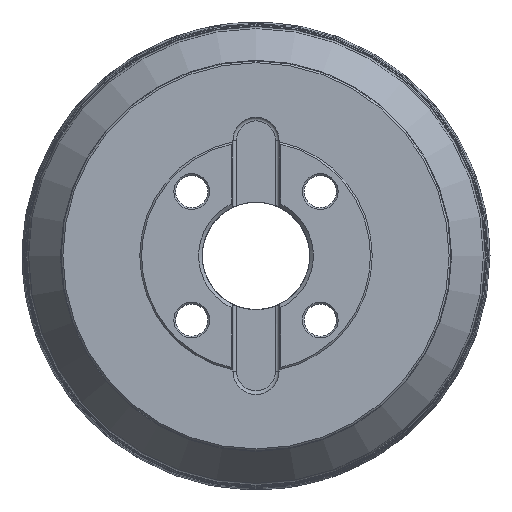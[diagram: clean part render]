
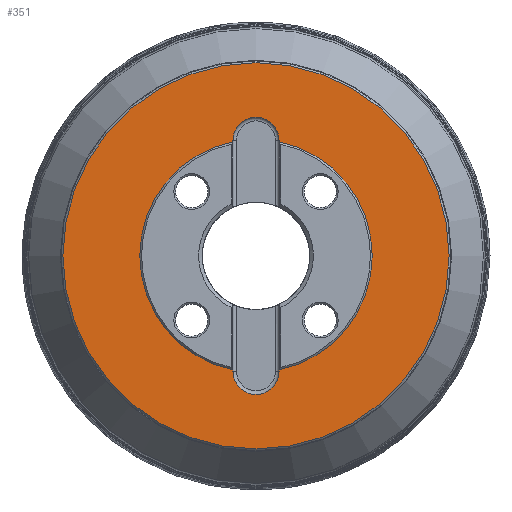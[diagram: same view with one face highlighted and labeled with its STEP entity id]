
A CAD part, top view. The second image highlights one B-rep face of the part: STEP entity #351.
In plain terms, the highlighted planar face has unit normal (0, 0, 1).
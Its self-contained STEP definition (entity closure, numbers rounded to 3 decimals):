
#43=LINE('',#4305,#75);
#44=LINE('',#4307,#76);
#45=LINE('',#4311,#77);
#46=LINE('',#4312,#78);
#75=VECTOR('',#2940,1.);
#76=VECTOR('',#2941,1.);
#77=VECTOR('',#2944,1.);
#78=VECTOR('',#2945,1.);
#150=PLANE('',#2472);
#351=ADVANCED_FACE('',(#1030,#1031),#150,.T.);
#772=CIRCLE('',#2464,65.);
#774=CIRCLE('',#2467,65.);
#775=CIRCLE('',#2469,108.);
#776=CIRCLE('',#2470,12.903);
#777=CIRCLE('',#2471,12.903);
#1030=FACE_BOUND('',#1332,.T.);
#1031=FACE_BOUND('',#1333,.T.);
#1332=EDGE_LOOP('',(#1684));
#1333=EDGE_LOOP('',(#1685,#1686,#1687,#1688,#1689,#1690,#1691,#1692));
#1684=ORIENTED_EDGE('',*,*,#2237,.T.);
#1685=ORIENTED_EDGE('',*,*,#2238,.T.);
#1686=ORIENTED_EDGE('',*,*,#2236,.F.);
#1687=ORIENTED_EDGE('',*,*,#2239,.T.);
#1688=ORIENTED_EDGE('',*,*,#2240,.T.);
#1689=ORIENTED_EDGE('',*,*,#2241,.F.);
#1690=ORIENTED_EDGE('',*,*,#2234,.F.);
#1691=ORIENTED_EDGE('',*,*,#2242,.F.);
#1692=ORIENTED_EDGE('',*,*,#2243,.F.);
#2015=VERTEX_POINT('',#4246);
#2016=VERTEX_POINT('',#4251);
#2019=VERTEX_POINT('',#4264);
#2020=VERTEX_POINT('',#4269);
#2030=VERTEX_POINT('',#4304);
#2031=VERTEX_POINT('',#4306);
#2032=VERTEX_POINT('',#4308);
#2033=VERTEX_POINT('',#4310);
#2034=VERTEX_POINT('',#4313);
#2234=EDGE_CURVE('',#2016,#2019,#772,.T.);
#2236=EDGE_CURVE('',#2020,#2015,#774,.T.);
#2237=EDGE_CURVE('',#2030,#2030,#775,.T.);
#2238=EDGE_CURVE('',#2031,#2015,#43,.T.);
#2239=EDGE_CURVE('',#2020,#2032,#44,.T.);
#2240=EDGE_CURVE('',#2032,#2033,#776,.T.);
#2241=EDGE_CURVE('',#2019,#2033,#45,.T.);
#2242=EDGE_CURVE('',#2034,#2016,#46,.T.);
#2243=EDGE_CURVE('',#2031,#2034,#777,.T.);
#2464=AXIS2_PLACEMENT_3D('',#4298,#2928,#2929);
#2467=AXIS2_PLACEMENT_3D('',#4301,#2934,#2935);
#2469=AXIS2_PLACEMENT_3D('',#4303,#2938,#2939);
#2470=AXIS2_PLACEMENT_3D('',#4309,#2942,#2943);
#2471=AXIS2_PLACEMENT_3D('',#4314,#2946,#2947);
#2472=AXIS2_PLACEMENT_3D('',#4315,#2948,#2949);
#2928=DIRECTION('',(0.,0.,1.));
#2929=DIRECTION('',(-1.,0.,0.));
#2934=DIRECTION('',(0.,0.,1.));
#2935=DIRECTION('',(-1.,0.,0.));
#2938=DIRECTION('',(0.,0.,1.));
#2939=DIRECTION('',(1.,0.,0.));
#2940=DIRECTION('',(0.,-1.,0.));
#2941=DIRECTION('',(0.,-1.,0.));
#2942=DIRECTION('',(0.,0.,-1.));
#2943=DIRECTION('',(1.,0.,0.));
#2944=DIRECTION('',(0.,-1.,0.));
#2945=DIRECTION('',(0.,-1.,0.));
#2946=DIRECTION('',(0.,0.,1.));
#2947=DIRECTION('',(1.,0.,0.));
#2948=DIRECTION('',(0.,0.,1.));
#2949=DIRECTION('',(1.,0.,0.));
#4246=CARTESIAN_POINT('',(12.903,63.707,-1.));
#4251=CARTESIAN_POINT('',(-12.903,63.707,-1.));
#4264=CARTESIAN_POINT('',(-12.903,-63.707,-1.));
#4269=CARTESIAN_POINT('',(12.903,-63.707,-1.));
#4298=CARTESIAN_POINT('',(0.,0.,-1.));
#4301=CARTESIAN_POINT('',(0.,0.,-1.));
#4303=CARTESIAN_POINT('',(0.,0.,-1.));
#4304=CARTESIAN_POINT('',(108.,0.,-1.));
#4305=CARTESIAN_POINT('',(12.903,-64.598,-1.));
#4306=CARTESIAN_POINT('',(12.903,64.598,-1.));
#4307=CARTESIAN_POINT('',(12.903,-64.598,-1.));
#4308=CARTESIAN_POINT('',(12.903,-64.598,-1.));
#4309=CARTESIAN_POINT('',(0.,-64.598,-1.));
#4310=CARTESIAN_POINT('',(-12.903,-64.598,-1.));
#4311=CARTESIAN_POINT('',(-12.903,-64.598,-1.));
#4312=CARTESIAN_POINT('',(-12.903,-64.598,-1.));
#4313=CARTESIAN_POINT('',(-12.903,64.598,-1.));
#4314=CARTESIAN_POINT('',(0.,64.598,-1.));
#4315=CARTESIAN_POINT('',(265.,0.,-1.));
